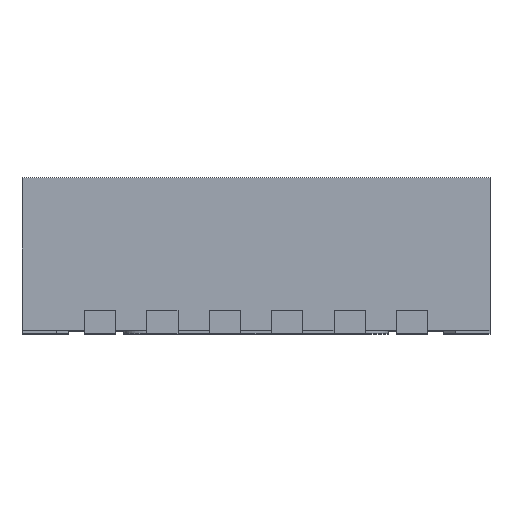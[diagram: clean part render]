
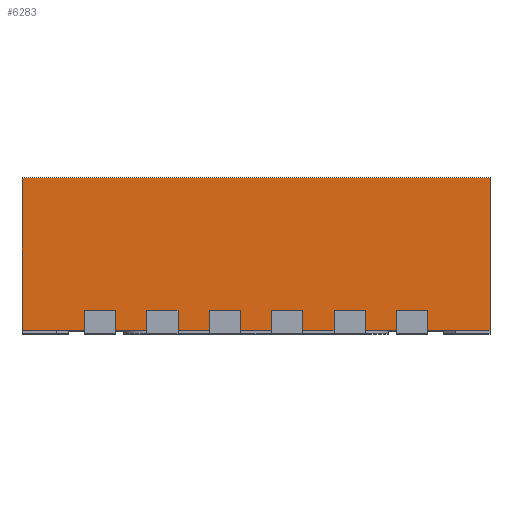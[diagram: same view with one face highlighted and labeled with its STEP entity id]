
A CAD part, top view. The second image highlights one B-rep face of the part: STEP entity #6283.
In plain terms, the highlighted planar face has unit normal (0, 0, 1).
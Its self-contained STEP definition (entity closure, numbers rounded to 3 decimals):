
#5610=VERTEX_POINT('NONE',#5611);
#5611=CARTESIAN_POINT('',(1.5,0.0,1.5));
#5820=VERTEX_POINT('NONE',#5821);
#5821=CARTESIAN_POINT('',(1.5,0.98,1.5));
#5827=EDGE_CURVE('NONE',#5820,#5610,#5828,.T.);
#5828=LINE('',#5829,#5830);
#5829=CARTESIAN_POINT('',(1.5,0.98,1.5));
#5830=VECTOR('',#5831,1.0);
#5831=DIRECTION('',(0.0,-1.0,0.0));
#6227=VERTEX_POINT('NONE',#6228);
#6228=CARTESIAN_POINT('',(-1.5,0.0,1.5));
#6234=EDGE_CURVE('NONE',#6227,#6235,#6237,.F.);
#6235=VERTEX_POINT('NONE',#6236);
#6236=CARTESIAN_POINT('',(-1.5,0.98,1.5));
#6237=LINE('',#6238,#6239);
#6238=CARTESIAN_POINT('',(-1.5,0.98,1.5));
#6239=VECTOR('',#6240,1.0);
#6240=DIRECTION('',(0.0,-1.0,0.0));
#6283=ADVANCED_FACE('NONE',(#6284),#6492,.F.);
#6284=FACE_BOUND('NONE',#6285,.T.);
#6285=EDGE_LOOP('',(#6286,#6296,#6304,#6312,#6320,#6328,#6336,#6344,#6352,#6360,#6368,#6376,#6384,#6390,#6391,#6397,#6398,#6406,#6414,#6422,#6430,#6438,#6446,#6454,#6462,#6470,#6478,#6486));
#6286=ORIENTED_EDGE('',*,*,#6287,.T.);
#6287=EDGE_CURVE('NONE',#6288,#6290,#6292,.T.);
#6288=VERTEX_POINT('NONE',#6289);
#6289=CARTESIAN_POINT('',(-0.1,0.0,1.5));
#6290=VERTEX_POINT('NONE',#6291);
#6291=CARTESIAN_POINT('',(0.1,0.0,1.5));
#6292=LINE('',#6293,#6294);
#6293=CARTESIAN_POINT('',(-1.5,0.0,1.5));
#6294=VECTOR('',#6295,1.0);
#6295=DIRECTION('',(1.0,0.0,0.0));
#6296=ORIENTED_EDGE('',*,*,#6297,.T.);
#6297=EDGE_CURVE('NONE',#6290,#6298,#6300,.F.);
#6298=VERTEX_POINT('NONE',#6299);
#6299=CARTESIAN_POINT('',(0.1,0.13,1.5));
#6300=LINE('',#6301,#6302);
#6301=CARTESIAN_POINT('',(0.1,0.13,1.5));
#6302=VECTOR('',#6303,1.0);
#6303=DIRECTION('',(0.0,-1.0,0.0));
#6304=ORIENTED_EDGE('',*,*,#6305,.T.);
#6305=EDGE_CURVE('NONE',#6298,#6306,#6308,.F.);
#6306=VERTEX_POINT('NONE',#6307);
#6307=CARTESIAN_POINT('',(0.3,0.13,1.5));
#6308=LINE('',#6309,#6310);
#6309=CARTESIAN_POINT('',(0.3,0.13,1.5));
#6310=VECTOR('',#6311,1.0);
#6311=DIRECTION('',(-1.0,0.0,0.0));
#6312=ORIENTED_EDGE('',*,*,#6313,.T.);
#6313=EDGE_CURVE('NONE',#6306,#6314,#6316,.T.);
#6314=VERTEX_POINT('NONE',#6315);
#6315=CARTESIAN_POINT('',(0.3,0.0,1.5));
#6316=LINE('',#6317,#6318);
#6317=CARTESIAN_POINT('',(0.3,0.13,1.5));
#6318=VECTOR('',#6319,1.0);
#6319=DIRECTION('',(0.0,-1.0,0.0));
#6320=ORIENTED_EDGE('',*,*,#6321,.T.);
#6321=EDGE_CURVE('NONE',#6314,#6322,#6324,.T.);
#6322=VERTEX_POINT('NONE',#6323);
#6323=CARTESIAN_POINT('',(0.5,0.0,1.5));
#6324=LINE('',#6325,#6326);
#6325=CARTESIAN_POINT('',(-1.5,0.0,1.5));
#6326=VECTOR('',#6327,1.0);
#6327=DIRECTION('',(1.0,0.0,0.0));
#6328=ORIENTED_EDGE('',*,*,#6329,.T.);
#6329=EDGE_CURVE('NONE',#6322,#6330,#6332,.F.);
#6330=VERTEX_POINT('NONE',#6331);
#6331=CARTESIAN_POINT('',(0.5,0.13,1.5));
#6332=LINE('',#6333,#6334);
#6333=CARTESIAN_POINT('',(0.5,0.13,1.5));
#6334=VECTOR('',#6335,1.0);
#6335=DIRECTION('',(0.0,-1.0,0.0));
#6336=ORIENTED_EDGE('',*,*,#6337,.T.);
#6337=EDGE_CURVE('NONE',#6330,#6338,#6340,.F.);
#6338=VERTEX_POINT('NONE',#6339);
#6339=CARTESIAN_POINT('',(0.7,0.13,1.5));
#6340=LINE('',#6341,#6342);
#6341=CARTESIAN_POINT('',(0.7,0.13,1.5));
#6342=VECTOR('',#6343,1.0);
#6343=DIRECTION('',(-1.0,0.0,0.0));
#6344=ORIENTED_EDGE('',*,*,#6345,.T.);
#6345=EDGE_CURVE('NONE',#6338,#6346,#6348,.T.);
#6346=VERTEX_POINT('NONE',#6347);
#6347=CARTESIAN_POINT('',(0.7,0.0,1.5));
#6348=LINE('',#6349,#6350);
#6349=CARTESIAN_POINT('',(0.7,0.13,1.5));
#6350=VECTOR('',#6351,1.0);
#6351=DIRECTION('',(0.0,-1.0,0.0));
#6352=ORIENTED_EDGE('',*,*,#6353,.T.);
#6353=EDGE_CURVE('NONE',#6346,#6354,#6356,.T.);
#6354=VERTEX_POINT('NONE',#6355);
#6355=CARTESIAN_POINT('',(0.9,0.0,1.5));
#6356=LINE('',#6357,#6358);
#6357=CARTESIAN_POINT('',(-1.5,0.0,1.5));
#6358=VECTOR('',#6359,1.0);
#6359=DIRECTION('',(1.0,0.0,0.0));
#6360=ORIENTED_EDGE('',*,*,#6361,.T.);
#6361=EDGE_CURVE('NONE',#6354,#6362,#6364,.F.);
#6362=VERTEX_POINT('NONE',#6363);
#6363=CARTESIAN_POINT('',(0.9,0.13,1.5));
#6364=LINE('',#6365,#6366);
#6365=CARTESIAN_POINT('',(0.9,0.13,1.5));
#6366=VECTOR('',#6367,1.0);
#6367=DIRECTION('',(0.0,-1.0,0.0));
#6368=ORIENTED_EDGE('',*,*,#6369,.T.);
#6369=EDGE_CURVE('NONE',#6362,#6370,#6372,.F.);
#6370=VERTEX_POINT('NONE',#6371);
#6371=CARTESIAN_POINT('',(1.1,0.13,1.5));
#6372=LINE('',#6373,#6374);
#6373=CARTESIAN_POINT('',(1.1,0.13,1.5));
#6374=VECTOR('',#6375,1.0);
#6375=DIRECTION('',(-1.0,0.0,0.0));
#6376=ORIENTED_EDGE('',*,*,#6377,.T.);
#6377=EDGE_CURVE('NONE',#6370,#6378,#6380,.T.);
#6378=VERTEX_POINT('NONE',#6379);
#6379=CARTESIAN_POINT('',(1.1,0.0,1.5));
#6380=LINE('',#6381,#6382);
#6381=CARTESIAN_POINT('',(1.1,0.13,1.5));
#6382=VECTOR('',#6383,1.0);
#6383=DIRECTION('',(0.0,-1.0,0.0));
#6384=ORIENTED_EDGE('',*,*,#6385,.T.);
#6385=EDGE_CURVE('NONE',#6378,#5610,#6386,.T.);
#6386=LINE('',#6387,#6388);
#6387=CARTESIAN_POINT('',(-1.5,0.0,1.5));
#6388=VECTOR('',#6389,1.0);
#6389=DIRECTION('',(1.0,0.0,0.0));
#6390=ORIENTED_EDGE('',*,*,#5827,.F.);
#6391=ORIENTED_EDGE('',*,*,#6392,.T.);
#6392=EDGE_CURVE('NONE',#5820,#6235,#6393,.F.);
#6393=LINE('',#6394,#6395);
#6394=CARTESIAN_POINT('',(-1.5,0.98,1.5));
#6395=VECTOR('',#6396,1.0);
#6396=DIRECTION('',(1.0,0.0,0.0));
#6397=ORIENTED_EDGE('',*,*,#6234,.F.);
#6398=ORIENTED_EDGE('',*,*,#6399,.T.);
#6399=EDGE_CURVE('NONE',#6227,#6400,#6402,.T.);
#6400=VERTEX_POINT('NONE',#6401);
#6401=CARTESIAN_POINT('',(-1.1,0.0,1.5));
#6402=LINE('',#6403,#6404);
#6403=CARTESIAN_POINT('',(-1.5,0.0,1.5));
#6404=VECTOR('',#6405,1.0);
#6405=DIRECTION('',(1.0,0.0,0.0));
#6406=ORIENTED_EDGE('',*,*,#6407,.T.);
#6407=EDGE_CURVE('NONE',#6400,#6408,#6410,.F.);
#6408=VERTEX_POINT('NONE',#6409);
#6409=CARTESIAN_POINT('',(-1.1,0.13,1.5));
#6410=LINE('',#6411,#6412);
#6411=CARTESIAN_POINT('',(-1.1,0.13,1.5));
#6412=VECTOR('',#6413,1.0);
#6413=DIRECTION('',(0.0,-1.0,0.0));
#6414=ORIENTED_EDGE('',*,*,#6415,.T.);
#6415=EDGE_CURVE('NONE',#6408,#6416,#6418,.F.);
#6416=VERTEX_POINT('NONE',#6417);
#6417=CARTESIAN_POINT('',(-0.9,0.13,1.5));
#6418=LINE('',#6419,#6420);
#6419=CARTESIAN_POINT('',(-1.1,0.13,1.5));
#6420=VECTOR('',#6421,1.0);
#6421=DIRECTION('',(-1.0,0.0,0.0));
#6422=ORIENTED_EDGE('',*,*,#6423,.T.);
#6423=EDGE_CURVE('NONE',#6416,#6424,#6426,.T.);
#6424=VERTEX_POINT('NONE',#6425);
#6425=CARTESIAN_POINT('',(-0.9,0.0,1.5));
#6426=LINE('',#6427,#6428);
#6427=CARTESIAN_POINT('',(-0.9,0.13,1.5));
#6428=VECTOR('',#6429,1.0);
#6429=DIRECTION('',(0.0,-1.0,0.0));
#6430=ORIENTED_EDGE('',*,*,#6431,.T.);
#6431=EDGE_CURVE('NONE',#6424,#6432,#6434,.T.);
#6432=VERTEX_POINT('NONE',#6433);
#6433=CARTESIAN_POINT('',(-0.7,0.0,1.5));
#6434=LINE('',#6435,#6436);
#6435=CARTESIAN_POINT('',(-1.5,0.0,1.5));
#6436=VECTOR('',#6437,1.0);
#6437=DIRECTION('',(1.0,0.0,0.0));
#6438=ORIENTED_EDGE('',*,*,#6439,.T.);
#6439=EDGE_CURVE('NONE',#6432,#6440,#6442,.F.);
#6440=VERTEX_POINT('NONE',#6441);
#6441=CARTESIAN_POINT('',(-0.7,0.13,1.5));
#6442=LINE('',#6443,#6444);
#6443=CARTESIAN_POINT('',(-0.7,0.13,1.5));
#6444=VECTOR('',#6445,1.0);
#6445=DIRECTION('',(0.0,-1.0,0.0));
#6446=ORIENTED_EDGE('',*,*,#6447,.T.);
#6447=EDGE_CURVE('NONE',#6440,#6448,#6450,.F.);
#6448=VERTEX_POINT('NONE',#6449);
#6449=CARTESIAN_POINT('',(-0.5,0.13,1.5));
#6450=LINE('',#6451,#6452);
#6451=CARTESIAN_POINT('',(-0.7,0.13,1.5));
#6452=VECTOR('',#6453,1.0);
#6453=DIRECTION('',(-1.0,0.0,0.0));
#6454=ORIENTED_EDGE('',*,*,#6455,.T.);
#6455=EDGE_CURVE('NONE',#6448,#6456,#6458,.T.);
#6456=VERTEX_POINT('NONE',#6457);
#6457=CARTESIAN_POINT('',(-0.5,0.0,1.5));
#6458=LINE('',#6459,#6460);
#6459=CARTESIAN_POINT('',(-0.5,0.13,1.5));
#6460=VECTOR('',#6461,1.0);
#6461=DIRECTION('',(0.0,-1.0,0.0));
#6462=ORIENTED_EDGE('',*,*,#6463,.T.);
#6463=EDGE_CURVE('NONE',#6456,#6464,#6466,.T.);
#6464=VERTEX_POINT('NONE',#6465);
#6465=CARTESIAN_POINT('',(-0.3,0.0,1.5));
#6466=LINE('',#6467,#6468);
#6467=CARTESIAN_POINT('',(-1.5,0.0,1.5));
#6468=VECTOR('',#6469,1.0);
#6469=DIRECTION('',(1.0,0.0,0.0));
#6470=ORIENTED_EDGE('',*,*,#6471,.T.);
#6471=EDGE_CURVE('NONE',#6464,#6472,#6474,.F.);
#6472=VERTEX_POINT('NONE',#6473);
#6473=CARTESIAN_POINT('',(-0.3,0.13,1.5));
#6474=LINE('',#6475,#6476);
#6475=CARTESIAN_POINT('',(-0.3,0.13,1.5));
#6476=VECTOR('',#6477,1.0);
#6477=DIRECTION('',(0.0,-1.0,0.0));
#6478=ORIENTED_EDGE('',*,*,#6479,.T.);
#6479=EDGE_CURVE('NONE',#6472,#6480,#6482,.F.);
#6480=VERTEX_POINT('NONE',#6481);
#6481=CARTESIAN_POINT('',(-0.1,0.13,1.5));
#6482=LINE('',#6483,#6484);
#6483=CARTESIAN_POINT('',(-0.3,0.13,1.5));
#6484=VECTOR('',#6485,1.0);
#6485=DIRECTION('',(-1.0,0.0,0.0));
#6486=ORIENTED_EDGE('',*,*,#6487,.T.);
#6487=EDGE_CURVE('NONE',#6480,#6288,#6488,.T.);
#6488=LINE('',#6489,#6490);
#6489=CARTESIAN_POINT('',(-0.1,0.13,1.5));
#6490=VECTOR('',#6491,1.0);
#6491=DIRECTION('',(0.0,-1.0,0.0));
#6492=PLANE('',#6493);
#6493=AXIS2_PLACEMENT_3D('',#6494,#6495,#6496);
#6494=CARTESIAN_POINT('',(-1.5,0.98,1.5));
#6495=DIRECTION('',(0.0,0.0,-1.0));
#6496=DIRECTION('',(-1.0,0.0,0.0));
